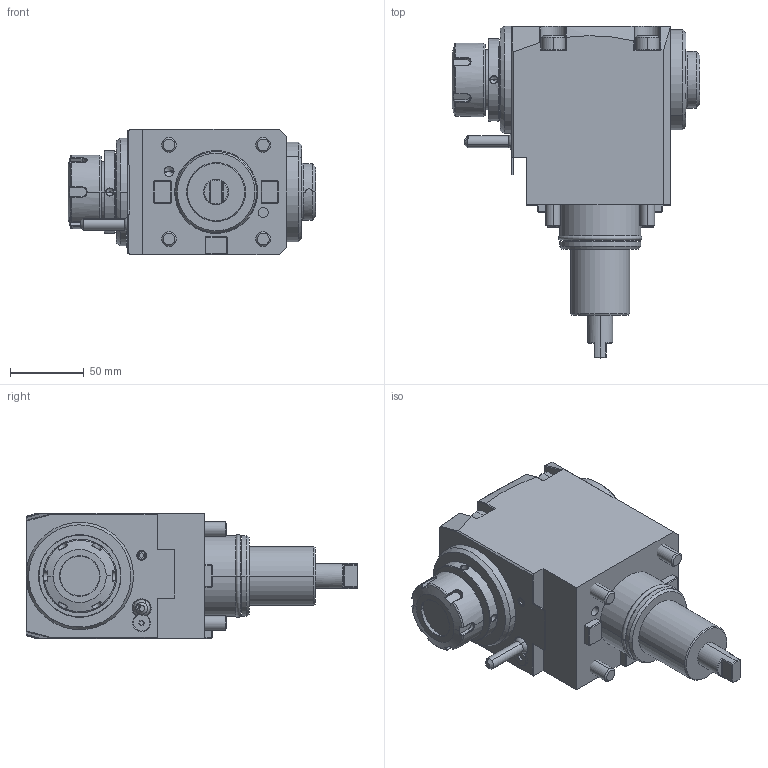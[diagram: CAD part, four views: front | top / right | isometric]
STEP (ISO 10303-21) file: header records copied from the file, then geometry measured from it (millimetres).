
FILE_DESCRIPTION((''),'2;1');
FILE_NAME('NGT2_55_201_32_3_3_85_DO','2023-05-15T',('vali'),('NOVA GRUP'),'PRO/ENGINEER BY PARAMETRIC TECHNOLOGY CORPORATION, 2010280','PRO/ENGINEER BY PARAMETRIC TECHNOLOGY CORPORATION, 2010280','');
FILE_SCHEMA(('CONFIG_CONTROL_DESIGN'));
Length unit declared in the file: millimetre
Products named in the file (1): NGT2_55_201_32_3_3_85_DO
Bounding box: 168.4 x 225.5 x 85 mm (x, y, z)
Volume: 1339846.6 mm3; surface area: 116280.6 mm2
Topology: 2 solids, 6 shells, 502 faces, 1201 edges, 740 vertices
Faces by surface type: plane 242, cylinder 119, cone 64, bspline 34, torus 28, extrusion 13, sphere 2
Entity records: 16756 total; most frequent: CARTESIAN_POINT 5586, ORIENTED_EDGE 2398, DIRECTION 2097, EDGE_CURVE 1199, VERTEX_POINT 740, AXIS2_PLACEMENT_3D 704, VECTOR 689, LINE 676
